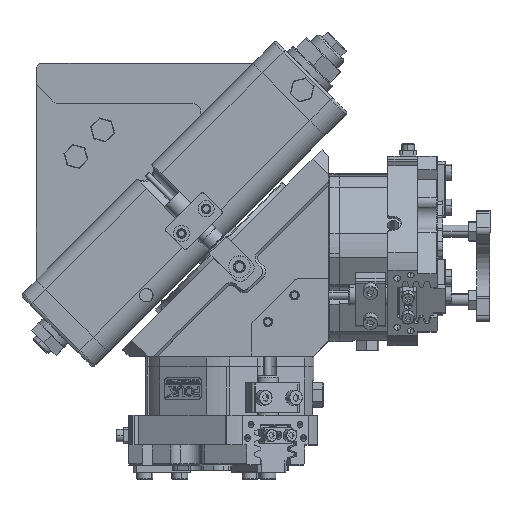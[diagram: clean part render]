
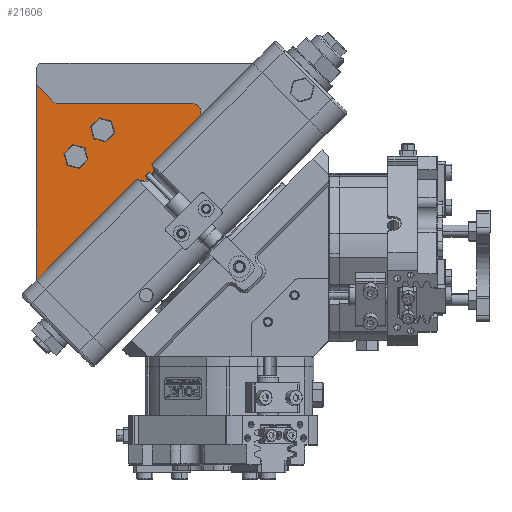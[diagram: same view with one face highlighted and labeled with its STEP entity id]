
A CAD part, top view. The second image highlights one B-rep face of the part: STEP entity #21606.
In plain terms, the highlighted planar face has unit normal (0, 0, 1).
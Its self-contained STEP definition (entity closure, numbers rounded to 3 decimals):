
#1117 = VERTEX_POINT ( 'NONE', #2187 ) ;
#1186 = DIRECTION ( 'NONE',  ( 0.707, 0.707, 0. ) ) ;
#2187 = CARTESIAN_POINT ( 'NONE',  ( 43.149, 57.243, 73. ) ) ;
#2490 = DIRECTION ( 'NONE',  ( -0.707, -0.707, 0. ) ) ;
#3027 = VECTOR ( 'NONE', #85770, 1000. ) ;
#4108 = EDGE_CURVE ( 'NONE', #1117, #47548, #78022, .T. ) ;
#6159 = CIRCLE ( 'NONE', #32421, 3. ) ;
#6219 = ORIENTED_EDGE ( 'NONE', *, *, #21185, .F. ) ;
#6551 = DIRECTION ( 'NONE',  ( 0.707, 0.707, 0. ) ) ;
#7602 = VECTOR ( 'NONE', #9346, 1000. ) ;
#7782 = CARTESIAN_POINT ( 'NONE',  ( 60.489, 74.879, 73. ) ) ;
#8653 = FACE_OUTER_BOUND ( 'NONE', #50378, .T. ) ;
#9346 = DIRECTION ( 'NONE',  ( 0.707, -0.707, 0. ) ) ;
#9350 = ORIENTED_EDGE ( 'NONE', *, *, #62462, .T. ) ;
#10449 = DIRECTION ( 'NONE',  ( 0., 0., 1. ) ) ;
#10830 = CARTESIAN_POINT ( 'NONE',  ( 9.142, 85., 73. ) ) ;
#11283 = EDGE_CURVE ( 'NONE', #55276, #90565, #59063, .T. ) ;
#12547 = EDGE_CURVE ( 'NONE', #49441, #50493, #6159, .T. ) ;
#12661 = CARTESIAN_POINT ( 'NONE',  ( 0., 14.39, 73. ) ) ;
#14178 = VERTEX_POINT ( 'NONE', #41549 ) ;
#15264 = DIRECTION ( 'NONE',  ( 0.707, 0.707, 0. ) ) ;
#16066 = ORIENTED_EDGE ( 'NONE', *, *, #11283, .T. ) ;
#17783 = LINE ( 'NONE', #29971, #29131 ) ;
#20309 = CARTESIAN_POINT ( 'NONE',  ( 5.607, 81.464, 73. ) ) ;
#20606 = CARTESIAN_POINT ( 'NONE',  ( 58.368, 80., 73. ) ) ;
#21185 = EDGE_CURVE ( 'NONE', #47631, #51439, #94086, .T. ) ;
#21606 = ADVANCED_FACE ( 'NONE', ( #8653 ), #54916, .T. ) ;
#21697 = ORIENTED_EDGE ( 'NONE', *, *, #47176, .F. ) ;
#21914 = CARTESIAN_POINT ( 'NONE',  ( 9.142, 80., 73. ) ) ;
#22194 = LINE ( 'NONE', #12661, #34669 ) ;
#22239 = AXIS2_PLACEMENT_3D ( 'NONE', #32055, #38441, #2490 ) ;
#22345 = CARTESIAN_POINT ( 'NONE',  ( 0., 14.39, 73. ) ) ;
#22538 = CARTESIAN_POINT ( 'NONE',  ( 58.368, 77., 73. ) ) ;
#23633 = AXIS2_PLACEMENT_3D ( 'NONE', #69248, #10449, #47048 ) ;
#23735 = EDGE_CURVE ( 'NONE', #1117, #55276, #92558, .T. ) ;
#25293 = CARTESIAN_POINT ( 'NONE',  ( 60.489, 79.121, 73. ) ) ;
#27575 = CARTESIAN_POINT ( 'NONE',  ( 0., 87.071, 73. ) ) ;
#28146 = ORIENTED_EDGE ( 'NONE', *, *, #12547, .F. ) ;
#29131 = VECTOR ( 'NONE', #45269, 1000. ) ;
#29168 = EDGE_CURVE ( 'NONE', #50493, #90565, #74619, .T. ) ;
#29565 = DIRECTION ( 'NONE',  ( 0., 0., -1. ) ) ;
#29843 = DIRECTION ( 'NONE',  ( 0., 0., -1. ) ) ;
#29971 = CARTESIAN_POINT ( 'NONE',  ( 58.368, 80., 73. ) ) ;
#30362 = AXIS2_PLACEMENT_3D ( 'NONE', #62827, #47937, #33846 ) ;
#31020 = AXIS2_PLACEMENT_3D ( 'NONE', #10830, #90687, #40699 ) ;
#31490 = LINE ( 'NONE', #27575, #3027 ) ;
#32055 = CARTESIAN_POINT ( 'NONE',  ( 39.598, 55.402, 73. ) ) ;
#32421 = AXIS2_PLACEMENT_3D ( 'NONE', #22538, #29843, #1186 ) ;
#32868 = ORIENTED_EDGE ( 'NONE', *, *, #29168, .F. ) ;
#33846 = DIRECTION ( 'NONE',  ( 0.707, 0.707, 0. ) ) ;
#34669 = VECTOR ( 'NONE', #41914, 1000. ) ;
#37348 = EDGE_CURVE ( 'NONE', #14178, #47631, #41752, .T. ) ;
#38441 = DIRECTION ( 'NONE',  ( 0., 0., -1. ) ) ;
#40109 = ORIENTED_EDGE ( 'NONE', *, *, #72288, .T. ) ;
#40414 = AXIS2_PLACEMENT_3D ( 'NONE', #42609, #62983, #48392 ) ;
#40699 = DIRECTION ( 'NONE',  ( 0.707, 0.707, 0. ) ) ;
#40938 = CIRCLE ( 'NONE', #73665, 0.3 ) ;
#41398 = ORIENTED_EDGE ( 'NONE', *, *, #23735, .T. ) ;
#41549 = CARTESIAN_POINT ( 'NONE',  ( 0., 87.071, 73. ) ) ;
#41752 = LINE ( 'NONE', #53812, #7602 ) ;
#41914 = DIRECTION ( 'NONE',  ( 0.707, 0.707, 0. ) ) ;
#42609 = CARTESIAN_POINT ( 'NONE',  ( 58.368, 77., 73. ) ) ;
#43007 = ORIENTED_EDGE ( 'NONE', *, *, #4108, .F. ) ;
#45269 = DIRECTION ( 'NONE',  ( 1., 0., 0. ) ) ;
#47048 = DIRECTION ( 'NONE',  ( 0.707, 0.707, 0. ) ) ;
#47176 = EDGE_CURVE ( 'NONE', #51439, #49441, #17783, .T. ) ;
#47548 = VERTEX_POINT ( 'NONE', #72065 ) ;
#47631 = VERTEX_POINT ( 'NONE', #20309 ) ;
#47735 = VECTOR ( 'NONE', #6551, 1000. ) ;
#47937 = DIRECTION ( 'NONE',  ( 0., 0., -1. ) ) ;
#48392 = DIRECTION ( 'NONE',  ( 0.707, 0.707, 0. ) ) ;
#49441 = VERTEX_POINT ( 'NONE', #20606 ) ;
#50378 = EDGE_LOOP ( 'NONE', ( #9350, #40109, #43007, #41398, #16066, #32868, #28146, #21697, #6219, #78372, #68105 ) ) ;
#50493 = VERTEX_POINT ( 'NONE', #25293 ) ;
#51439 = VERTEX_POINT ( 'NONE', #21914 ) ;
#53812 = CARTESIAN_POINT ( 'NONE',  ( 5.607, 81.464, 73. ) ) ;
#54916 = PLANE ( 'NONE',  #23633 ) ;
#55276 = VERTEX_POINT ( 'NONE', #76185 ) ;
#59063 = LINE ( 'NONE', #86063, #47735 ) ;
#62462 = EDGE_CURVE ( 'NONE', #78677, #66526, #22194, .T. ) ;
#62827 = CARTESIAN_POINT ( 'NONE',  ( 43.415, 57.381, 73. ) ) ;
#62983 = DIRECTION ( 'NONE',  ( 0., 0., -1. ) ) ;
#66147 = CARTESIAN_POINT ( 'NONE',  ( 37.619, 51.585, 73. ) ) ;
#66526 = VERTEX_POINT ( 'NONE', #83958 ) ;
#68105 = ORIENTED_EDGE ( 'NONE', *, *, #88559, .T. ) ;
#69248 = CARTESIAN_POINT ( 'NONE',  ( 58.368, 77., 73. ) ) ;
#72065 = CARTESIAN_POINT ( 'NONE',  ( 37.757, 51.851, 73. ) ) ;
#72288 = EDGE_CURVE ( 'NONE', #66526, #47548, #40938, .T. ) ;
#73665 = AXIS2_PLACEMENT_3D ( 'NONE', #66147, #29565, #15264 ) ;
#74619 = CIRCLE ( 'NONE', #40414, 3. ) ;
#76185 = CARTESIAN_POINT ( 'NONE',  ( 43.203, 57.593, 73. ) ) ;
#78022 = CIRCLE ( 'NONE', #22239, 4. ) ;
#78372 = ORIENTED_EDGE ( 'NONE', *, *, #37348, .F. ) ;
#78677 = VERTEX_POINT ( 'NONE', #22345 ) ;
#83958 = CARTESIAN_POINT ( 'NONE',  ( 37.407, 51.797, 73. ) ) ;
#85770 = DIRECTION ( 'NONE',  ( 0., -1., 0. ) ) ;
#86063 = CARTESIAN_POINT ( 'NONE',  ( 0., 14.39, 73. ) ) ;
#88559 = EDGE_CURVE ( 'NONE', #14178, #78677, #31490, .T. ) ;
#90565 = VERTEX_POINT ( 'NONE', #7782 ) ;
#90687 = DIRECTION ( 'NONE',  ( 0., 0., 1. ) ) ;
#92558 = CIRCLE ( 'NONE', #30362, 0.3 ) ;
#94086 = CIRCLE ( 'NONE', #31020, 5. ) ;
